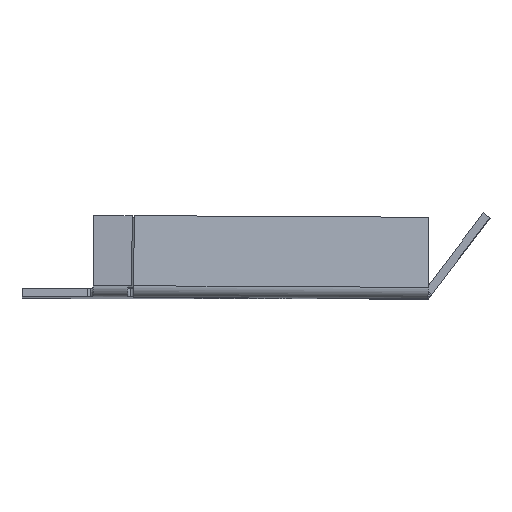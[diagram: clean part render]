
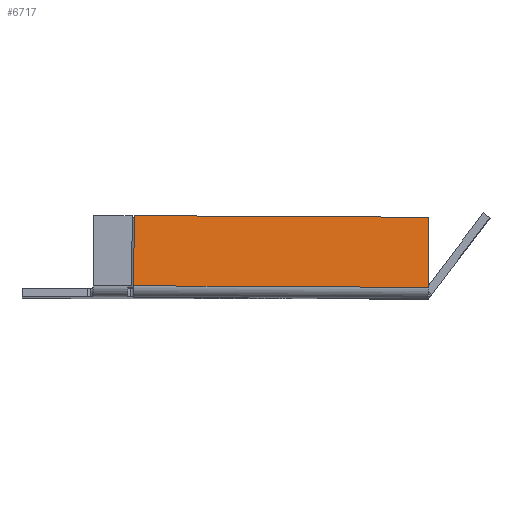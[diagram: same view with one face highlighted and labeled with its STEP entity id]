
A CAD part, left-side view. The second image highlights one B-rep face of the part: STEP entity #6717.
In plain terms, the highlighted planar face has unit normal (-0.983, -0.183, 0.004).
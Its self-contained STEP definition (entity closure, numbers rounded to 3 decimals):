
#791 = CYLINDRICAL_SURFACE('',#792,5.5);
#792 = AXIS2_PLACEMENT_3D('',#793,#794,#795);
#793 = CARTESIAN_POINT('',(-52.014,56.636,
    -2.567));
#794 = DIRECTION('',(0.183,-0.983,-0.005)
  );
#795 = DIRECTION('',(-0.983,-0.183,0.004)
  );
#2409 = VERTEX_POINT('',#2410);
#2410 = CARTESIAN_POINT('',(-30.431,-89.37,
    -3.336));
#2454 = EDGE_CURVE('',#2455,#2409,#2457,.T.);
#2455 = VERTEX_POINT('',#2456);
#2456 = CARTESIAN_POINT('',(-57.421,55.63,
    -2.547));
#2457 = SURFACE_CURVE('',#2458,(#2462,#2491),.PCURVE_S1.);
#2458 = LINE('',#2459,#2460);
#2459 = CARTESIAN_POINT('',(-57.421,55.63,
    -2.547));
#2460 = VECTOR('',#2461,1.);
#2461 = DIRECTION('',(0.183,-0.983,-0.005
    ));
#2462 = PCURVE('',#791,#2463);
#2463 = DEFINITIONAL_REPRESENTATION('',(#2464),#2490);
#2464 = B_SPLINE_CURVE_WITH_KNOTS('',3,(#2465,#2466,#2467,#2468,#2469,
    #2470,#2471,#2472,#2473,#2474,#2475,#2476,#2477,#2478,#2479,#2480,
    #2481,#2482,#2483,#2484,#2485,#2486,#2487,#2488,#2489),
  .UNSPECIFIED.,.F.,.F.,(4,1,1,1,1,1,1,1,1,1,1,1,1,1,1,1,1,1,1,1,1,1,4),
  (0.,6.704,13.408,20.113,26.817,
    33.521,40.225,46.929,53.634,
    60.338,67.042,73.746,80.45,
    87.155,93.859,100.563,107.267,
    113.971,120.676,127.38,134.084,
    140.788,147.492),.QUASI_UNIFORM_KNOTS.);
#2465 = CARTESIAN_POINT('',(0.,0.));
#2466 = CARTESIAN_POINT('',(0.,2.235));
#2467 = CARTESIAN_POINT('',(0.,6.704));
#2468 = CARTESIAN_POINT('',(0.,13.408));
#2469 = CARTESIAN_POINT('',(0.,20.113));
#2470 = CARTESIAN_POINT('',(0.,26.817));
#2471 = CARTESIAN_POINT('',(0.,33.521));
#2472 = CARTESIAN_POINT('',(0.,40.225));
#2473 = CARTESIAN_POINT('',(0.,46.929));
#2474 = CARTESIAN_POINT('',(0.,53.634));
#2475 = CARTESIAN_POINT('',(0.,60.338));
#2476 = CARTESIAN_POINT('',(0.,67.042));
#2477 = CARTESIAN_POINT('',(0.,73.746));
#2478 = CARTESIAN_POINT('',(0.,80.45));
#2479 = CARTESIAN_POINT('',(0.,87.155));
#2480 = CARTESIAN_POINT('',(0.,93.859));
#2481 = CARTESIAN_POINT('',(0.,100.563));
#2482 = CARTESIAN_POINT('',(0.,107.267));
#2483 = CARTESIAN_POINT('',(0.,113.971));
#2484 = CARTESIAN_POINT('',(0.,120.676));
#2485 = CARTESIAN_POINT('',(0.,127.38));
#2486 = CARTESIAN_POINT('',(0.,134.084));
#2487 = CARTESIAN_POINT('',(0.,140.788));
#2488 = CARTESIAN_POINT('',(0.,145.258));
#2489 = CARTESIAN_POINT('',(0.,147.492));
#2490 = ( GEOMETRIC_REPRESENTATION_CONTEXT(2) 
PARAMETRIC_REPRESENTATION_CONTEXT() REPRESENTATION_CONTEXT('2D SPACE',''
  ) );
#2491 = PCURVE('',#2492,#2497);
#2492 = PLANE('',#2493);
#2493 = AXIS2_PLACEMENT_3D('',#2494,#2495,#2496);
#2494 = CARTESIAN_POINT('',(-30.456,-89.345,
    -8.836));
#2495 = DIRECTION('',(-0.983,-0.183,0.004
    ));
#2496 = DIRECTION('',(0.183,-0.983,-0.005
    ));
#2497 = DEFINITIONAL_REPRESENTATION('',(#2498),#2502);
#2498 = LINE('',#2499,#2500);
#2499 = CARTESIAN_POINT('',(-147.492,5.5));
#2500 = VECTOR('',#2501,1.);
#2501 = DIRECTION('',(1.,0.));
#2502 = ( GEOMETRIC_REPRESENTATION_CONTEXT(2) 
PARAMETRIC_REPRESENTATION_CONTEXT() REPRESENTATION_CONTEXT('2D SPACE',''
  ) );
#2544 = PLANE('',#2545);
#2545 = AXIS2_PLACEMENT_3D('',#2546,#2547,#2548);
#2546 = CARTESIAN_POINT('',(-54.727,56.95,
    -289.716));
#2547 = DIRECTION('',(0.,1.,
    0.005));
#2548 = DIRECTION('',(-1.,0.,
    0.005));
#2992 = PLANE('',#2993);
#2993 = AXIS2_PLACEMENT_3D('',#2994,#2995,#2996);
#2994 = CARTESIAN_POINT('',(-41.803,-16.663,
    31.55));
#2995 = DIRECTION('',(0.005,-0.005,
    1.));
#2996 = DIRECTION('',(-0.183,0.983,0.005)
  );
#6634 = PLANE('',#6635);
#6635 = AXIS2_PLACEMENT_3D('',#6636,#6637,#6638);
#6636 = CARTESIAN_POINT('',(-28.387,-89.083,
    13.906));
#6637 = DIRECTION('',(0.183,-0.983,-0.005
    ));
#6638 = DIRECTION('',(0.005,-0.005,
    1.));
#6650 = EDGE_CURVE('',#6651,#2409,#6653,.T.);
#6651 = VERTEX_POINT('',#6652);
#6652 = CARTESIAN_POINT('',(-30.274,-89.529,
    31.163));
#6653 = SURFACE_CURVE('',#6654,(#6658,#6665),.PCURVE_S1.);
#6654 = LINE('',#6655,#6656);
#6655 = CARTESIAN_POINT('',(-30.274,-89.529,
    31.163));
#6656 = VECTOR('',#6657,1.);
#6657 = DIRECTION('',(-0.005,0.005,
    -1.));
#6658 = PCURVE('',#6634,#6659);
#6659 = DEFINITIONAL_REPRESENTATION('',(#6660),#6664);
#6660 = LINE('',#6661,#6662);
#6661 = CARTESIAN_POINT('',(17.25,2.));
#6662 = VECTOR('',#6663,1.);
#6663 = DIRECTION('',(-1.,0.));
#6664 = ( GEOMETRIC_REPRESENTATION_CONTEXT(2) 
PARAMETRIC_REPRESENTATION_CONTEXT() REPRESENTATION_CONTEXT('2D SPACE',''
  ) );
#6665 = PCURVE('',#2492,#6666);
#6666 = DEFINITIONAL_REPRESENTATION('',(#6667),#6671);
#6667 = LINE('',#6668,#6669);
#6668 = CARTESIAN_POINT('',(0.,40.));
#6669 = VECTOR('',#6670,1.);
#6670 = DIRECTION('',(0.,-1.));
#6671 = ( GEOMETRIC_REPRESENTATION_CONTEXT(2) 
PARAMETRIC_REPRESENTATION_CONTEXT() REPRESENTATION_CONTEXT('2D SPACE',''
  ) );
#6717 = ADVANCED_FACE('',(#6718),#2492,.T.);
#6718 = FACE_BOUND('',#6719,.F.);
#6719 = EDGE_LOOP('',(#6720,#6721,#6744,#6765));
#6720 = ORIENTED_EDGE('',*,*,#2454,.F.);
#6721 = ORIENTED_EDGE('',*,*,#6722,.F.);
#6722 = EDGE_CURVE('',#6723,#2455,#6725,.T.);
#6723 = VERTEX_POINT('',#6724);
#6724 = CARTESIAN_POINT('',(-57.264,55.471,
    31.952));
#6725 = SURFACE_CURVE('',#6726,(#6730,#6737),.PCURVE_S1.);
#6726 = LINE('',#6727,#6728);
#6727 = CARTESIAN_POINT('',(-57.264,55.471,
    31.952));
#6728 = VECTOR('',#6729,1.);
#6729 = DIRECTION('',(-0.005,0.005,
    -1.));
#6730 = PCURVE('',#2492,#6731);
#6731 = DEFINITIONAL_REPRESENTATION('',(#6732),#6736);
#6732 = LINE('',#6733,#6734);
#6733 = CARTESIAN_POINT('',(-147.492,40.));
#6734 = VECTOR('',#6735,1.);
#6735 = DIRECTION('',(0.,-1.));
#6736 = ( GEOMETRIC_REPRESENTATION_CONTEXT(2) 
PARAMETRIC_REPRESENTATION_CONTEXT() REPRESENTATION_CONTEXT('2D SPACE',''
  ) );
#6737 = PCURVE('',#2544,#6738);
#6738 = DEFINITIONAL_REPRESENTATION('',(#6739),#6743);
#6739 = LINE('',#6740,#6741);
#6740 = CARTESIAN_POINT('',(4.,321.657));
#6741 = VECTOR('',#6742,1.);
#6742 = DIRECTION('',(0.,-1.));
#6743 = ( GEOMETRIC_REPRESENTATION_CONTEXT(2) 
PARAMETRIC_REPRESENTATION_CONTEXT() REPRESENTATION_CONTEXT('2D SPACE',''
  ) );
#6744 = ORIENTED_EDGE('',*,*,#6745,.T.);
#6745 = EDGE_CURVE('',#6723,#6651,#6746,.T.);
#6746 = SURFACE_CURVE('',#6747,(#6751,#6758),.PCURVE_S1.);
#6747 = LINE('',#6748,#6749);
#6748 = CARTESIAN_POINT('',(-57.264,55.471,
    31.952));
#6749 = VECTOR('',#6750,1.);
#6750 = DIRECTION('',(0.183,-0.983,-0.005
    ));
#6751 = PCURVE('',#2492,#6752);
#6752 = DEFINITIONAL_REPRESENTATION('',(#6753),#6757);
#6753 = LINE('',#6754,#6755);
#6754 = CARTESIAN_POINT('',(-147.492,40.));
#6755 = VECTOR('',#6756,1.);
#6756 = DIRECTION('',(1.,0.));
#6757 = ( GEOMETRIC_REPRESENTATION_CONTEXT(2) 
PARAMETRIC_REPRESENTATION_CONTEXT() REPRESENTATION_CONTEXT('2D SPACE',''
  ) );
#6758 = PCURVE('',#2992,#6759);
#6759 = DEFINITIONAL_REPRESENTATION('',(#6760),#6764);
#6760 = LINE('',#6761,#6762);
#6761 = CARTESIAN_POINT('',(73.746,2.));
#6762 = VECTOR('',#6763,1.);
#6763 = DIRECTION('',(-1.,0.));
#6764 = ( GEOMETRIC_REPRESENTATION_CONTEXT(2) 
PARAMETRIC_REPRESENTATION_CONTEXT() REPRESENTATION_CONTEXT('2D SPACE',''
  ) );
#6765 = ORIENTED_EDGE('',*,*,#6650,.T.);
